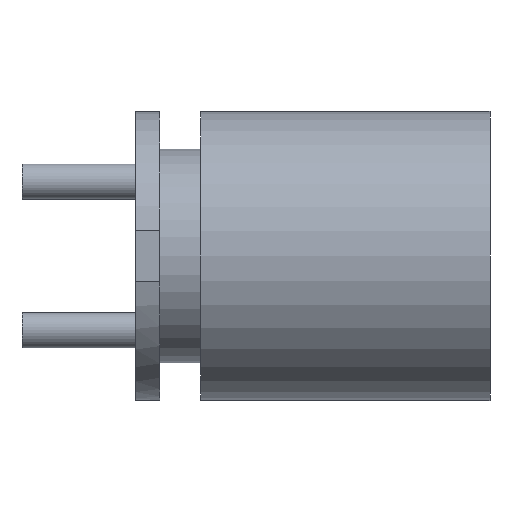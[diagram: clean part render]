
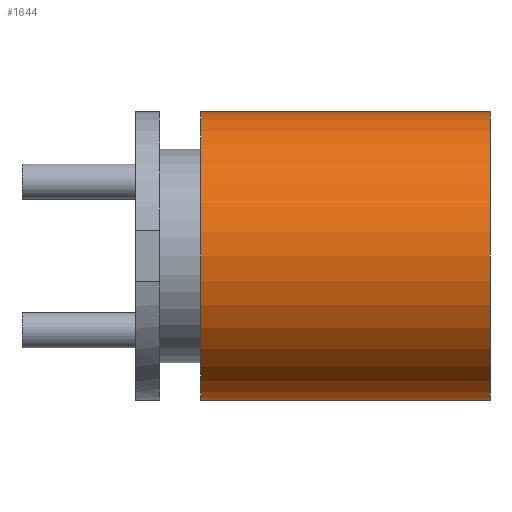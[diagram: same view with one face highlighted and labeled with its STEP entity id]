
A CAD part, front view. The second image highlights one B-rep face of the part: STEP entity #1644.
In plain terms, the highlighted cylindrical face has radius 2.1 mm (diameter 4.2 mm), a partial arc.
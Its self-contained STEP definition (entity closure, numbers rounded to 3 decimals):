
#153 = ORIENTED_EDGE ( 'NONE', *, *, #1586, .T. ) ;
#244 = AXIS2_PLACEMENT_3D ( 'NONE', #1604, #1395, #998 ) ;
#312 = CARTESIAN_POINT ( 'NONE',  ( -2.1, 0., -4.2 ) ) ;
#372 = EDGE_CURVE ( 'NONE', #1630, #1419, #1152, .T. ) ;
#546 = EDGE_LOOP ( 'NONE', ( #1367, #153, #1541, #1293 ) ) ;
#571 = FACE_OUTER_BOUND ( 'NONE', #546, .T. ) ;
#582 = DIRECTION ( 'NONE',  ( 0., 0., 1. ) ) ;
#592 = CARTESIAN_POINT ( 'NONE',  ( 0., 0., 0. ) ) ;
#712 = LINE ( 'NONE', #312, #2236 ) ;
#746 = CYLINDRICAL_SURFACE ( 'NONE', #1547, 2.1 ) ;
#776 = CARTESIAN_POINT ( 'NONE',  ( -2.1, 0., -4.2 ) ) ;
#849 = CARTESIAN_POINT ( 'NONE',  ( 0., 0., -4.2 ) ) ;
#902 = AXIS2_PLACEMENT_3D ( 'NONE', #592, #582, #2538 ) ;
#969 = CARTESIAN_POINT ( 'NONE',  ( -2.1, 0., 0. ) ) ;
#998 = DIRECTION ( 'NONE',  ( 1., 0., 0. ) ) ;
#1101 = VERTEX_POINT ( 'NONE', #969 ) ;
#1123 = VECTOR ( 'NONE', #2469, 1000. ) ;
#1152 = LINE ( 'NONE', #2225, #1123 ) ;
#1247 = CARTESIAN_POINT ( 'NONE',  ( 2.1, 0., -4.2 ) ) ;
#1293 = ORIENTED_EDGE ( 'NONE', *, *, #1995, .F. ) ;
#1367 = ORIENTED_EDGE ( 'NONE', *, *, #1850, .F. ) ;
#1386 = CARTESIAN_POINT ( 'NONE',  ( 2.1, 0., 0. ) ) ;
#1395 = DIRECTION ( 'NONE',  ( 0., 0., 1. ) ) ;
#1419 = VERTEX_POINT ( 'NONE', #1386 ) ;
#1490 = CIRCLE ( 'NONE', #244, 2.1 ) ;
#1494 = VERTEX_POINT ( 'NONE', #776 ) ;
#1541 = ORIENTED_EDGE ( 'NONE', *, *, #372, .T. ) ;
#1547 = AXIS2_PLACEMENT_3D ( 'NONE', #849, #1838, #1812 ) ;
#1586 = EDGE_CURVE ( 'NONE', #1494, #1630, #1490, .T. ) ;
#1604 = CARTESIAN_POINT ( 'NONE',  ( 0., 0., -4.2 ) ) ;
#1630 = VERTEX_POINT ( 'NONE', #1247 ) ;
#1644 = ADVANCED_FACE ( 'NONE', ( #571 ), #746, .T. ) ;
#1812 = DIRECTION ( 'NONE',  ( 1., 0., 0. ) ) ;
#1838 = DIRECTION ( 'NONE',  ( 0., 0., 1. ) ) ;
#1850 = EDGE_CURVE ( 'NONE', #1494, #1101, #712, .T. ) ;
#1995 = EDGE_CURVE ( 'NONE', #1101, #1419, #2075, .T. ) ;
#2075 = CIRCLE ( 'NONE', #902, 2.1 ) ;
#2225 = CARTESIAN_POINT ( 'NONE',  ( 2.1, 0., -4.2 ) ) ;
#2236 = VECTOR ( 'NONE', #2479, 1000. ) ;
#2469 = DIRECTION ( 'NONE',  ( 0., 0., 1. ) ) ;
#2479 = DIRECTION ( 'NONE',  ( 0., 0., 1. ) ) ;
#2538 = DIRECTION ( 'NONE',  ( 1., 0., 0. ) ) ;
